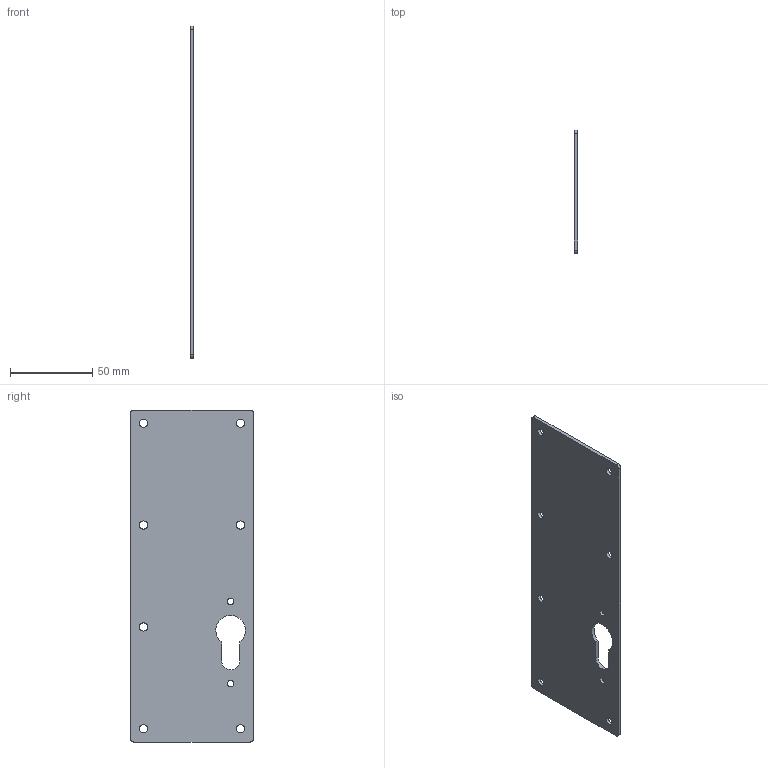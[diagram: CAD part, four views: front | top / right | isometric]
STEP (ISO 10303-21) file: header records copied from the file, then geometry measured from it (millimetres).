
FILE_DESCRIPTION(('CATIA V5 STEP Exchange'),'2;1');
FILE_NAME('plaque serrure.stp','2022-10-24T14:45:30+00:00',('none'),('none'),'CATIA Version 5 Release 17 (IN-10)','CATIA V5 STEP AP203','none');
FILE_SCHEMA(('CONFIG_CONTROL_DESIGN'));
Length unit declared in the file: millimetre
Products named in the file (1): Part1
Bounding box: 2 x 75 x 202 mm (x, y, z)
Volume: 29141.9 mm3; surface area: 30682.7 mm2
Topology: 1 solids, 1 shells, 32 faces, 90 edges, 60 vertices
Faces by surface type: cylinder 24, plane 8
Entity records: 1051 total; most frequent: ORIENTED_EDGE 180, CARTESIAN_POINT 174, DIRECTION 136, EDGE_CURVE 90, AXIS2_PLACEMENT_3D 72, VERTEX_POINT 60, EDGE_LOOP 52, CIRCLE 48
